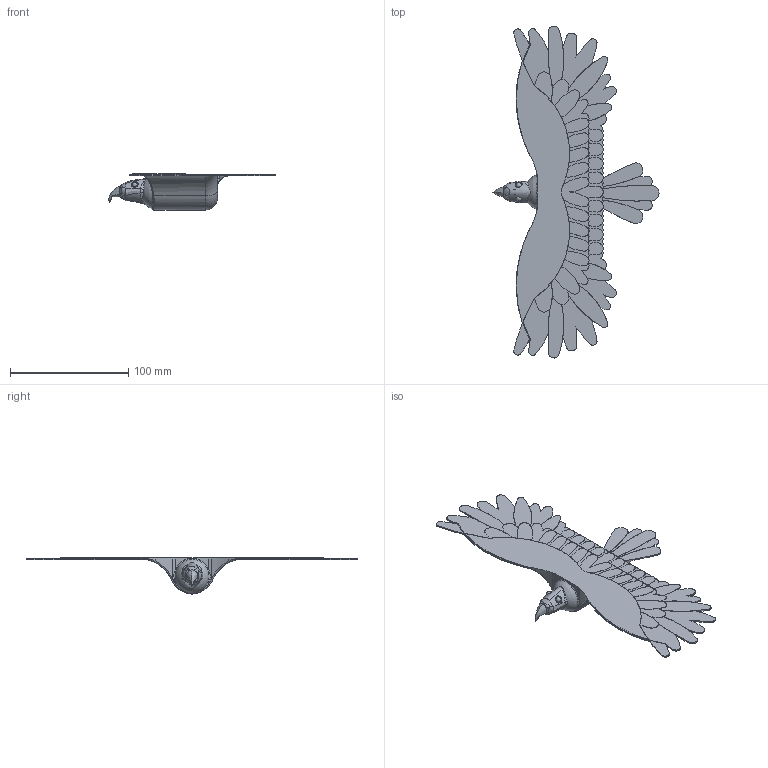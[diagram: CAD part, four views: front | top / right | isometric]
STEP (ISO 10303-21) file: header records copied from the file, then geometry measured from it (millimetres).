
FILE_DESCRIPTION(/* description */ ('STEP AP242 Edition 2','CAx-IF Rec.Pracs.---Representation and Presentation of Product Manufacturing Information (PMI)---4.0---2014-10-13','CAx-IF Rec.Pracs.---3D Tessellated Geometry---0.4---2014-09-14','2;1','CAx-IF Rec.Pracs.---User Defined Attributes---1.5---2016-08-15'),/* implementation_level */ '2;1');
FILE_NAME(/* name */ '6945da1877668399db43e8e3',/* time_stamp */ '2025-12-19T23:04:57Z',/* author */ (''),/* organization */ (''),/* preprocessor_version */ 'ST-DEVELOPER v20',/* originating_system */ 'ONSHAPE BY PTC INC, 1.208',/* authorisation */ ' ');
FILE_SCHEMA (('AP242_MANAGED_MODEL_BASED_3D_ENGINEERING_MIM_LF { 1 0 10303 442 3 1 4 }'));
Length unit declared in the file: metre
Products named in the file (1): Soaring_Eagle
Bounding box: 140.7 x 281.04 x 30.48 mm (x, y, z)
Volume: 94303.6 mm3; surface area: 45786.8 mm2
Topology: 1 solids, 1 shells, 375 faces, 1064 edges, 691 vertices
Faces by surface type: cylinder 215, plane 78, bspline 60, torus 18, sphere 4
Entity records: 14795 total; most frequent: CARTESIAN_POINT 4802, DIRECTION 2122, ORIENTED_EDGE 2104, EDGE_CURVE 1052, AXIS2_PLACEMENT_3D 914, VERTEX_POINT 687, CIRCLE 595, FACE_BOUND 383
